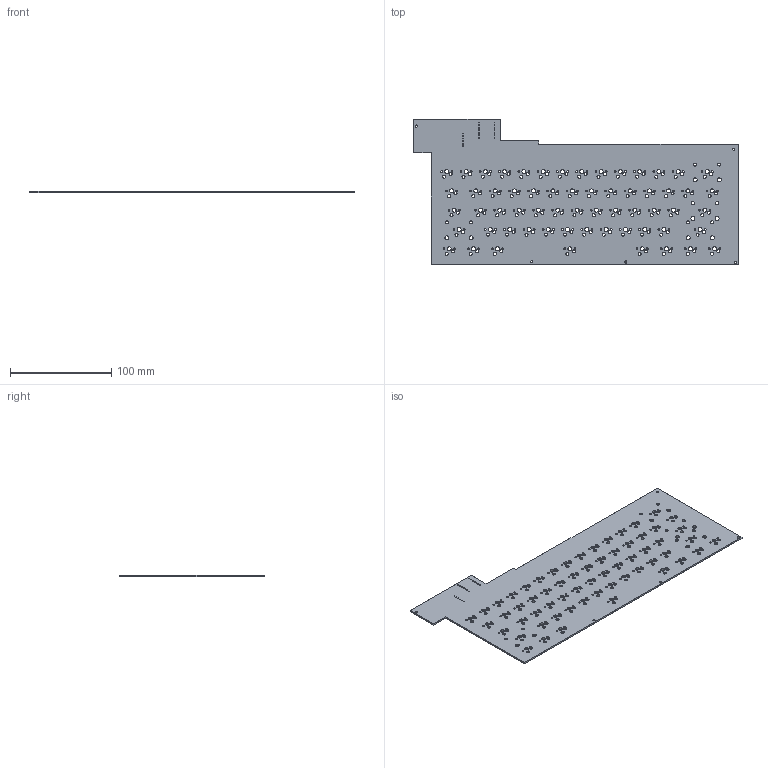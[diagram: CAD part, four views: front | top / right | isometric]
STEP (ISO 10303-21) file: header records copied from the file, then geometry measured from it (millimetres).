
FILE_DESCRIPTION(('KiCad electronic assembly'),'2;1');
FILE_NAME('Single.step','2025-12-25T19:44:11',('Pcbnew'),('Kicad'), 'Open CASCADE STEP processor 7.9','KiCad to STEP converter','Unknown' );
FILE_SCHEMA(('AUTOMOTIVE_DESIGN { 1 0 10303 214 1 1 1 1 }'));
Length unit declared in the file: millimetre
Products named in the file (4): Single 1; Single_soldermask; Single_PCB
Assembly tree (3 placements, depth 2):
  Single 1
    Single_soldermask
    Single_soldermask
    Single_PCB
Bounding box: 320.41 x 143.34 x 1.61 mm (x, y, z)
Volume: 54709.2 mm3; surface area: 150733.6 mm2
Topology: 1 solids, 3 shells, 360 faces, 1780 edges, 1424 vertices
Faces by surface type: cylinder 346, plane 14
Full cylindrical faces by diameter (mm): 0.8 x6, 0.889 x14, 1.75 x122, 2.2 x5, 3.048 x8, 3.05 x122, 3.988 x8, 4 x61
Entity records: 21734 total; most frequent: DIRECTION 3892, CARTESIAN_POINT 3568, ORIENTED_EDGE 2848, EDGE_CURVE 1780, AXIS2_PLACEMENT_3D 1748, FACE_BOUND 1744, EDGE_LOOP 1744, VERTEX_POINT 1424
